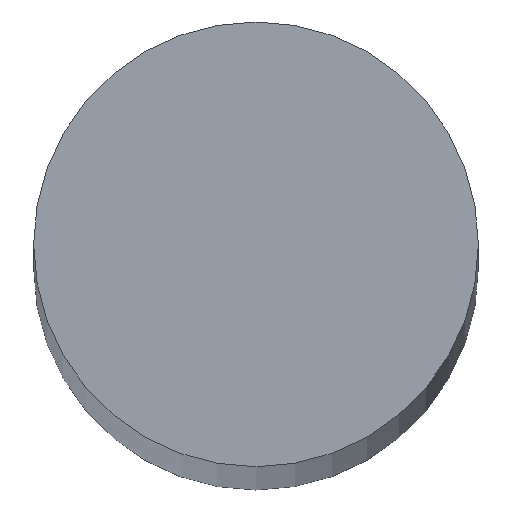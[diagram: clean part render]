
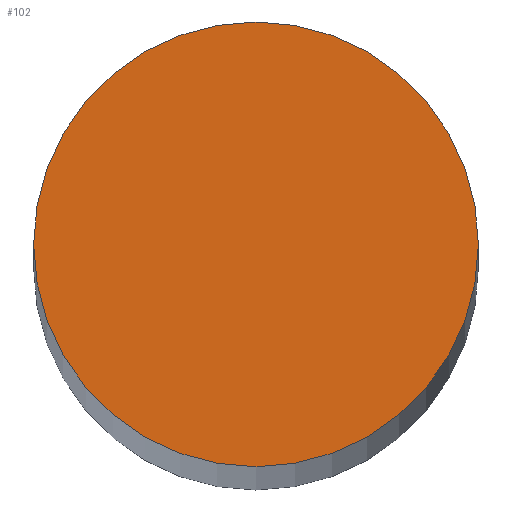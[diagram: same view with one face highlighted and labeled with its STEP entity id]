
A CAD part, top view. The second image highlights one B-rep face of the part: STEP entity #102.
In plain terms, the highlighted planar face has unit normal (0, 0, 1).
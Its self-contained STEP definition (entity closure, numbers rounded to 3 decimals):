
#5 = DIRECTION ( 'NONE',  ( 1., 0., 0. ) ) ;
#16 = CIRCLE ( 'NONE', #136, 2.5 ) ;
#31 = CARTESIAN_POINT ( 'NONE',  ( 0., 0., 150. ) ) ;
#39 = EDGE_LOOP ( 'NONE', ( #135, #68 ) ) ;
#48 = DIRECTION ( 'NONE',  ( 0., 0., 1. ) ) ;
#49 = AXIS2_PLACEMENT_3D ( 'NONE', #31, #101, #112 ) ;
#51 = PLANE ( 'NONE',  #49 ) ;
#57 = CARTESIAN_POINT ( 'NONE',  ( 0., 0., 150. ) ) ;
#66 = FACE_OUTER_BOUND ( 'NONE', #39, .T. ) ;
#67 = VERTEX_POINT ( 'NONE', #150 ) ;
#68 = ORIENTED_EDGE ( 'NONE', *, *, #107, .T. ) ;
#69 = AXIS2_PLACEMENT_3D ( 'NONE', #57, #148, #5 ) ;
#70 = CARTESIAN_POINT ( 'NONE',  ( 0., 0., 150. ) ) ;
#94 = CIRCLE ( 'NONE', #69, 2.5 ) ;
#101 = DIRECTION ( 'NONE',  ( 0., 0., 1. ) ) ;
#102 = ADVANCED_FACE ( 'NONE', ( #66 ), #51, .T. ) ;
#107 = EDGE_CURVE ( 'NONE', #67, #175, #16, .T. ) ;
#112 = DIRECTION ( 'NONE',  ( 1., 0., 0. ) ) ;
#115 = CARTESIAN_POINT ( 'NONE',  ( -2.5, 0., 150. ) ) ;
#117 = EDGE_CURVE ( 'NONE', #175, #67, #94, .T. ) ;
#135 = ORIENTED_EDGE ( 'NONE', *, *, #117, .T. ) ;
#136 = AXIS2_PLACEMENT_3D ( 'NONE', #70, #48, #137 ) ;
#137 = DIRECTION ( 'NONE',  ( 1., 0., 0. ) ) ;
#148 = DIRECTION ( 'NONE',  ( 0., 0., 1. ) ) ;
#150 = CARTESIAN_POINT ( 'NONE',  ( 2.5, 0., 150. ) ) ;
#175 = VERTEX_POINT ( 'NONE', #115 ) ;
